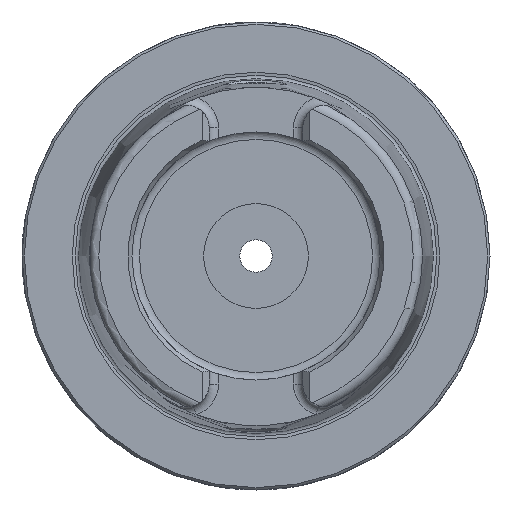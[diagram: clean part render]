
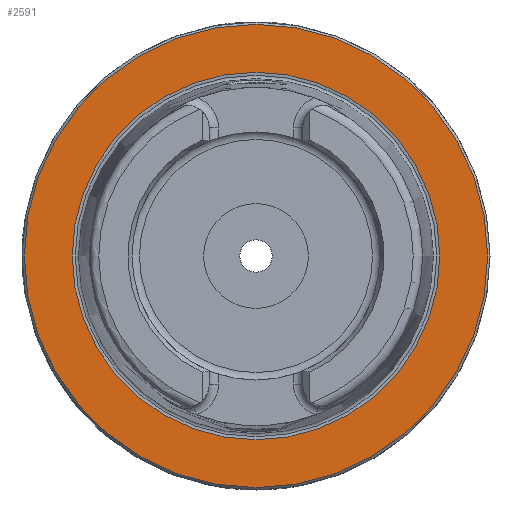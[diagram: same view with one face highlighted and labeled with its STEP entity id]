
A CAD part, left-side view. The second image highlights one B-rep face of the part: STEP entity #2591.
In plain terms, the highlighted planar face has unit normal (-1, 0, 0).
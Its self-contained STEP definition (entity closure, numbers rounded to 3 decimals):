
#126=FACE_BOUND('',#687,.T.);
#162=PLANE('',#2961);
#544=FACE_OUTER_BOUND('',#686,.T.);
#686=EDGE_LOOP('',(#2383,#2384));
#687=EDGE_LOOP('',(#2385,#2386));
#908=CIRCLE('',#2959,39.275);
#909=CIRCLE('',#2960,39.275);
#910=CIRCLE('',#2962,49.5);
#911=CIRCLE('',#2963,49.5);
#1199=VERTEX_POINT('',#5489);
#1200=VERTEX_POINT('',#5491);
#1201=VERTEX_POINT('',#5495);
#1202=VERTEX_POINT('',#5496);
#1600=EDGE_CURVE('',#1200,#1199,#908,.T.);
#1601=EDGE_CURVE('',#1199,#1200,#909,.T.);
#1602=EDGE_CURVE('',#1201,#1202,#910,.T.);
#1603=EDGE_CURVE('',#1202,#1201,#911,.T.);
#2383=ORIENTED_EDGE('',*,*,#1602,.F.);
#2384=ORIENTED_EDGE('',*,*,#1603,.F.);
#2385=ORIENTED_EDGE('',*,*,#1600,.T.);
#2386=ORIENTED_EDGE('',*,*,#1601,.T.);
#2591=ADVANCED_FACE('',(#544,#126),#162,.T.);
#2959=AXIS2_PLACEMENT_3D('',#5492,#3767,#3768);
#2960=AXIS2_PLACEMENT_3D('',#5493,#3769,#3770);
#2961=AXIS2_PLACEMENT_3D('',#5494,#3771,#3772);
#2962=AXIS2_PLACEMENT_3D('',#5497,#3773,#3774);
#2963=AXIS2_PLACEMENT_3D('',#5498,#3775,#3776);
#3767=DIRECTION('center_axis',(1.,0.,0.));
#3768=DIRECTION('ref_axis',(0.,0.,-1.));
#3769=DIRECTION('center_axis',(1.,0.,0.));
#3770=DIRECTION('ref_axis',(0.,0.,-1.));
#3771=DIRECTION('center_axis',(-1.,0.,0.));
#3772=DIRECTION('ref_axis',(0.,0.,1.));
#3773=DIRECTION('center_axis',(1.,0.,0.));
#3774=DIRECTION('ref_axis',(0.,0.,-1.));
#3775=DIRECTION('center_axis',(1.,0.,0.));
#3776=DIRECTION('ref_axis',(0.,0.,-1.));
#5489=CARTESIAN_POINT('',(0.,-39.275,0.));
#5491=CARTESIAN_POINT('',(0.,39.275,0.));
#5492=CARTESIAN_POINT('Origin',(0.,0.,0.));
#5493=CARTESIAN_POINT('Origin',(0.,0.,0.));
#5494=CARTESIAN_POINT('Origin',(0.,49.5,0.));
#5495=CARTESIAN_POINT('',(0.,49.5,0.));
#5496=CARTESIAN_POINT('',(0.,-49.5,0.));
#5497=CARTESIAN_POINT('Origin',(0.,0.,0.));
#5498=CARTESIAN_POINT('Origin',(0.,0.,0.));
